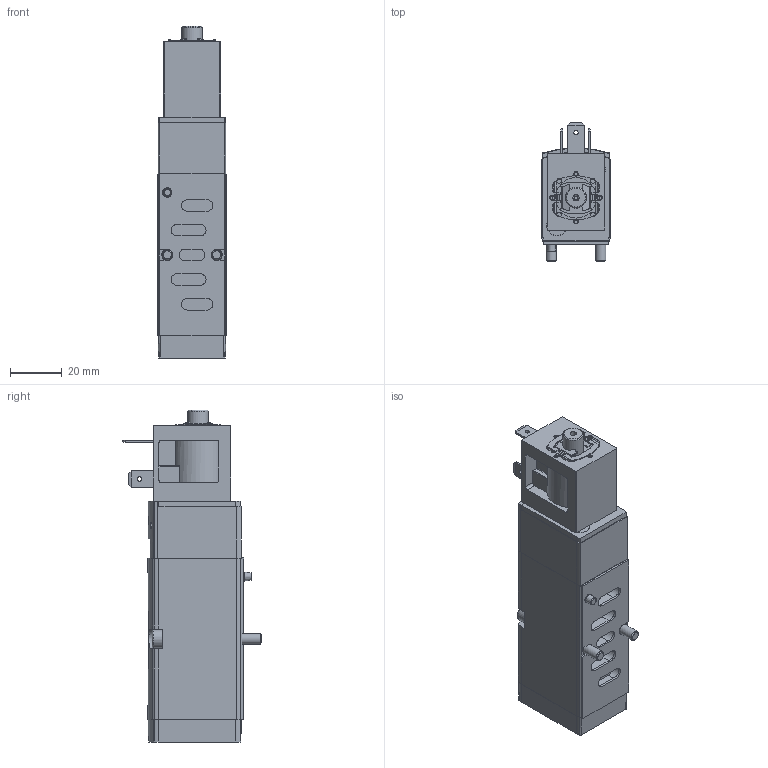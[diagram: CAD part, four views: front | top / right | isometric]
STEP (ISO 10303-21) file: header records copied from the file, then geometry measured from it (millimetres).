
FILE_DESCRIPTION(/* description */ ('STEP AP214'),/* implementation_level */ '2;1');
FILE_NAME(/* name */ '8150870_VSVA-BK-M52-AD-A1-1B2',/* time_stamp */ '2024-09-17T06:36:45+02:00',/* author */ ('License CC BY-ND 4.0'),/* organization */ ('CADENAS'),/* preprocessor_version */ 'ST-DEVELOPER v19.3',/* originating_system */ 'PARTsolutions',/* authorisation */ ' ');
FILE_SCHEMA (('AUTOMOTIVE_DESIGN {1 0 10303 214 3 1 1}'));
Length unit declared in the file: millimetre
Products named in the file (5): 8150870 VSVA-BK-M52-AD-A1-1B2---(high); 8150870 VSVA-BK-M52-AD-A1-1B2---(highV); 8200709 VACF-LK25; 8089671 VACX---(clip); 8151204 M4x38-10.9
Assembly tree (5 placements, depth 2):
  8150870 VSVA-BK-M52-AD-A1-1B2---(high)
    8150870 VSVA-BK-M52-AD-A1-1B2---(highV)
    8200709 VACF-LK25
    8089671 VACX---(clip)
    8151204 M4x38-10.9  x2
Bounding box: 26.2 x 53.4 x 127.7 mm (x, y, z)
Volume: 99156.4 mm3; surface area: 25637.4 mm2
Topology: 5 solids, 5 shells, 524 faces, 1299 edges, 850 vertices
Faces by surface type: plane 264, cylinder 211, torus 28, cone 21
Full cylindrical faces by diameter (mm): 1.3 x1, 1.65 x1, 1.75 x18, 2.4 x1, 2.438 x2, 2.459 x1, 3.3 x1, 4 x2, 4.3 x3, 7 x4, 7.4 x1, 7.9 x2, 8 x2, 8.05 x2, 8.15 x1, 10 x1, 15.6 x2
Entity records: 17656 total; most frequent: CARTESIAN_POINT 2691, DIRECTION 2636, ORIENTED_EDGE 2354, EDGE_CURVE 1177, AXIS2_PLACEMENT_3D 994, VERTEX_POINT 819, EDGE_LOOP 666, FACE_BOUND 666
